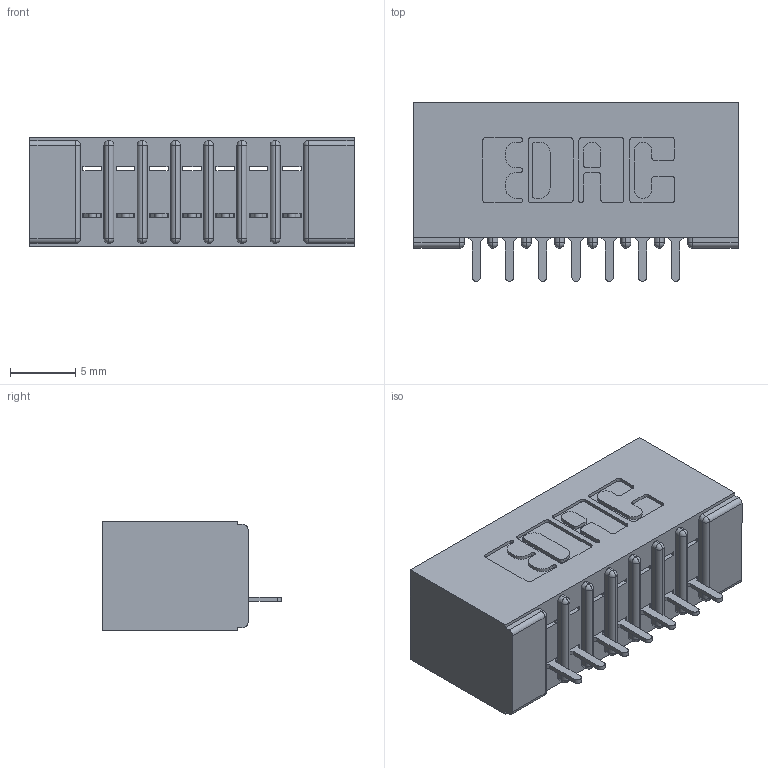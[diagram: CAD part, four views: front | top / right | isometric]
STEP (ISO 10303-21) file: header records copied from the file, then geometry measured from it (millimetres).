
FILE_DESCRIPTION (( 'STEP AP203' ), '1' );
FILE_NAME ('341-007-524-101.STEP', '2019-08-09T15:52:28', ( '' ), ( '' ), 'SwSTEP 2.0', 'SolidWorks 2016', '' );
FILE_SCHEMA (( 'CONFIG_CONTROL_DESIGN' ));
Length unit declared in the file: inch
Products named in the file (3): 341 Part_No Mounting Lugs; 341-292-001_341-292-124; 341-007-524-101
Assembly tree (8 placements, depth 2):
  341-007-524-101
    341 Part_No Mounting Lugs
    341-292-001_341-292-124  x7
Bounding box: 24.77 x 13.64 x 8.38 mm (x, y, z)
Volume: 1528.9 mm3; surface area: 2590.5 mm2
Topology: 8 solids, 8 shells, 682 faces, 1951 edges, 1254 vertices
Faces by surface type: plane 421, cylinder 233, sphere 16, torus 12
Entity records: 12632 total; most frequent: CARTESIAN_POINT 2130, ORIENTED_EDGE 2118, DIRECTION 2083, EDGE_CURVE 1059, VECTOR 821, LINE 821, VERTEX_POINT 678, AXIS2_PLACEMENT_3D 631
